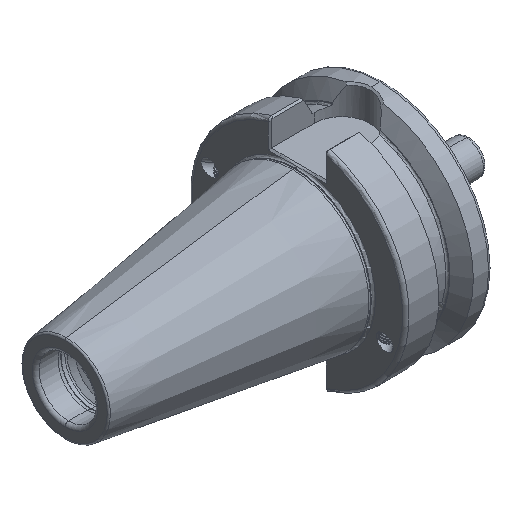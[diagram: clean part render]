
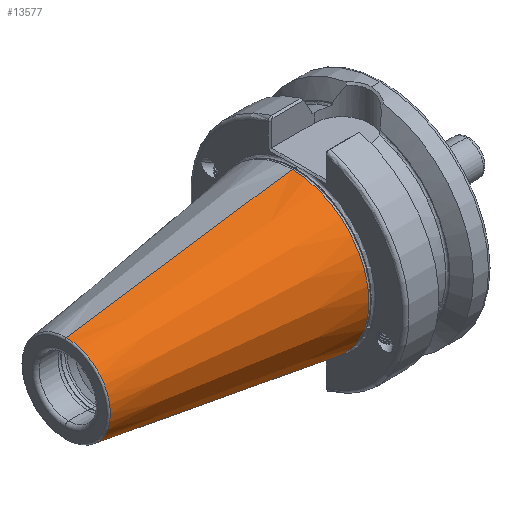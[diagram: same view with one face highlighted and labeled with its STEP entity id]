
A CAD part, isometric view. The second image highlights one B-rep face of the part: STEP entity #13577.
In plain terms, the highlighted conical face has half-angle 8.297 degrees and reference radius 22.298 mm.
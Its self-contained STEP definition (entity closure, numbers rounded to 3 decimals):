
#666 = AXIS2_PLACEMENT_3D ( 'NONE', #13195, #13196, #13197 ) ;
#667 = AXIS2_PLACEMENT_3D ( 'NONE', #13198, #13199, #13200 ) ;
#1467 = CIRCLE ( 'NONE', #666, 22.298 ) ;
#1468 = CIRCLE ( 'NONE', #667, 12.75 ) ;
#1514 = CONICAL_SURFACE ( 'NONE', #14712, 22.298, 0.145 ) ;
#2412 = ORIENTED_EDGE ( 'NONE', *, *, #10913, .F. ) ;
#2413 = ORIENTED_EDGE ( 'NONE', *, *, #8015, .F. ) ;
#2414 = ORIENTED_EDGE ( 'NONE', *, *, #10914, .T. ) ;
#2415 = ORIENTED_EDGE ( 'NONE', *, *, #8011, .T. ) ;
#2757 = CARTESIAN_POINT ( 'NONE',  ( -1.5, 0., 0. ) ) ;
#2758 = DIRECTION ( 'NONE',  ( 1., 0., 0. ) ) ;
#2759 = DIRECTION ( 'NONE',  ( 0., 0., -1. ) ) ;
#3181 = VERTEX_POINT ( 'NONE', #7181 ) ;
#3182 = VERTEX_POINT ( 'NONE', #7182 ) ;
#6140 = LINE ( 'NONE', #6141, #11150 ) ;
#6141 = CARTESIAN_POINT ( 'NONE',  ( -1.5, 0., -22.298 ) ) ;
#6142 = DIRECTION ( 'NONE',  ( 0.99, 0., -0.144 ) ) ;
#6152 = LINE ( 'NONE', #6153, #11154 ) ;
#6153 = CARTESIAN_POINT ( 'NONE',  ( -1.5, 0., 22.298 ) ) ;
#6154 = DIRECTION ( 'NONE',  ( 0.99, 0., 0.144 ) ) ;
#6447 = CARTESIAN_POINT ( 'NONE',  ( -66.972, 0., -12.75 ) ) ;
#6708 = VERTEX_POINT ( 'NONE', #7226 ) ;
#6863 = EDGE_LOOP ( 'NONE', ( #2413, #2414, #2415, #2412 ) ) ;
#6917 = VERTEX_POINT ( 'NONE', #6447 ) ;
#7181 = CARTESIAN_POINT ( 'NONE',  ( -1.5, 0., 22.298 ) ) ;
#7182 = CARTESIAN_POINT ( 'NONE',  ( -1.5, 0., -22.298 ) ) ;
#7226 = CARTESIAN_POINT ( 'NONE',  ( -66.972, 0., 12.75 ) ) ;
#8011 = EDGE_CURVE ( 'NONE', #6917, #3182, #6140, .T. ) ;
#8015 = EDGE_CURVE ( 'NONE', #6708, #3181, #6152, .T. ) ;
#10913 = EDGE_CURVE ( 'NONE', #3181, #3182, #1467, .T. ) ;
#10914 = EDGE_CURVE ( 'NONE', #6708, #6917, #1468, .T. ) ;
#11150 = VECTOR ( 'NONE', #6142, 1000. ) ;
#11154 = VECTOR ( 'NONE', #6154, 1000. ) ;
#13195 = CARTESIAN_POINT ( 'NONE',  ( -1.5, 0., 0. ) ) ;
#13196 = DIRECTION ( 'NONE',  ( 1., 0., 0. ) ) ;
#13197 = DIRECTION ( 'NONE',  ( 0., 0., -1. ) ) ;
#13198 = CARTESIAN_POINT ( 'NONE',  ( -66.972, 0., 0. ) ) ;
#13199 = DIRECTION ( 'NONE',  ( 1., 0., 0. ) ) ;
#13200 = DIRECTION ( 'NONE',  ( 0., 0., -1. ) ) ;
#13577 = ADVANCED_FACE ( 'NONE', ( #14709 ), #1514, .T. ) ;
#14709 = FACE_OUTER_BOUND ( 'NONE', #6863, .T. ) ;
#14712 = AXIS2_PLACEMENT_3D ( 'NONE', #2757, #2758, #2759 ) ;
